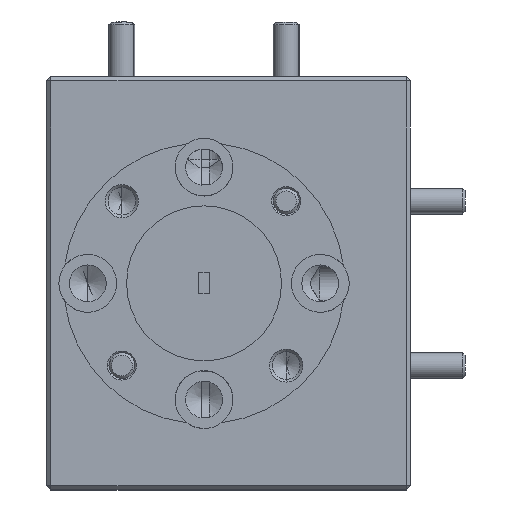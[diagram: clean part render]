
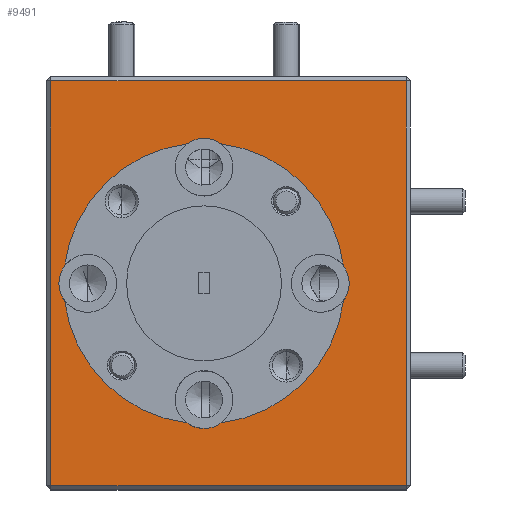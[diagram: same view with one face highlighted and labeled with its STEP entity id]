
A CAD part, left-side view. The second image highlights one B-rep face of the part: STEP entity #9491.
In plain terms, the highlighted planar face has unit normal (-1, 0, 0).
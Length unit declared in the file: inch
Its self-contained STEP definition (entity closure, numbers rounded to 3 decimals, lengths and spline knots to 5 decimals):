
#39 = CARTESIAN_POINT ( 'NONE',  ( -0.5, 0.83693, -0.04177 ) ) ;
#67 = CARTESIAN_POINT ( 'NONE',  ( -0.5, 0.4995, 0. ) ) ;
#81 = ORIENTED_EDGE ( 'NONE', *, *, #5815, .T. ) ;
#408 = VERTEX_POINT ( 'NONE', #11129 ) ;
#568 = EDGE_CURVE ( 'NONE', #7223, #14117, #16273, .T. ) ;
#601 = DIRECTION ( 'NONE',  ( -1., 0., 0. ) ) ;
#816 = EDGE_LOOP ( 'NONE', ( #15091, #1168, #6726, #16168, #10188, #5392, #10314, #11747, #6420, #11248 ) ) ;
#888 = CARTESIAN_POINT ( 'NONE',  ( -0.5, 0.4995, -0.28125 ) ) ;
#1083 = DIRECTION ( 'NONE',  ( 0., 0., 1. ) ) ;
#1168 = ORIENTED_EDGE ( 'NONE', *, *, #4269, .F. ) ;
#1195 = CARTESIAN_POINT ( 'NONE',  ( -0.5, 0.83693, 0.04177 ) ) ;
#1236 = CARTESIAN_POINT ( 'NONE',  ( -0.5, 0.48675, 0.5 ) ) ;
#1244 = CARTESIAN_POINT ( 'NONE',  ( -0.5, 0.4995, 0. ) ) ;
#2034 = VERTEX_POINT ( 'NONE', #13195 ) ;
#2054 = CARTESIAN_POINT ( 'NONE',  ( -0.5, 0.4995, 0. ) ) ;
#2081 = FACE_BOUND ( 'NONE', #816, .T. ) ;
#2130 = DIRECTION ( 'NONE',  ( 0., 0., 1. ) ) ;
#2141 = DIRECTION ( 'NONE',  ( -1., 0., 0. ) ) ;
#2452 = LINE ( 'NONE', #11276, #7084 ) ;
#2737 = DIRECTION ( 'NONE',  ( -1., 0., 0. ) ) ;
#2888 = CARTESIAN_POINT ( 'NONE',  ( -0.5, 0.54127, 0.33743 ) ) ;
#3080 = DIRECTION ( 'NONE',  ( 0., 0., 1. ) ) ;
#3086 = AXIS2_PLACEMENT_3D ( 'NONE', #15750, #4324, #3080 ) ;
#3176 = VERTEX_POINT ( 'NONE', #10792 ) ;
#3410 = CARTESIAN_POINT ( 'NONE',  ( -0.5, 0.4995, 0.28125 ) ) ;
#3518 = VECTOR ( 'NONE', #16485, 39.37008 ) ;
#3548 = CARTESIAN_POINT ( 'NONE',  ( -0.5, 0.4995, -0.35125 ) ) ;
#3610 = CARTESIAN_POINT ( 'NONE',  ( -0.5, 0.21825, 0. ) ) ;
#3673 = DIRECTION ( 'NONE',  ( 0., 0., 1. ) ) ;
#4091 = CARTESIAN_POINT ( 'NONE',  ( -0.5, 0.16207, -0.04177 ) ) ;
#4269 = EDGE_CURVE ( 'NONE', #12603, #408, #10883, .T. ) ;
#4324 = DIRECTION ( 'NONE',  ( -1., 0., 0. ) ) ;
#4464 = EDGE_CURVE ( 'NONE', #5261, #13068, #12470, .T. ) ;
#4469 = DIRECTION ( 'NONE',  ( 0., 0., 1. ) ) ;
#5199 = ORIENTED_EDGE ( 'NONE', *, *, #11765, .T. ) ;
#5261 = VERTEX_POINT ( 'NONE', #13495 ) ;
#5392 = ORIENTED_EDGE ( 'NONE', *, *, #14444, .F. ) ;
#5478 = AXIS2_PLACEMENT_3D ( 'NONE', #3610, #6275, #15285 ) ;
#5479 = CARTESIAN_POINT ( 'NONE',  ( -0.5, 0.4995, 0. ) ) ;
#5535 = DIRECTION ( 'NONE',  ( -1., 0., 0. ) ) ;
#5710 = EDGE_CURVE ( 'NONE', #5871, #3176, #11143, .T. ) ;
#5747 = CIRCLE ( 'NONE', #5478, 0.07 ) ;
#5815 = EDGE_CURVE ( 'NONE', #12825, #5871, #12798, .T. ) ;
#5871 = VERTEX_POINT ( 'NONE', #7956 ) ;
#6270 = CARTESIAN_POINT ( 'NONE',  ( -0.5, 0.87, 0.49 ) ) ;
#6275 = DIRECTION ( 'NONE',  ( -1., 0., 0. ) ) ;
#6315 = DIRECTION ( 'NONE',  ( 1., 0., 0. ) ) ;
#6324 = DIRECTION ( 'NONE',  ( 0., 0., 1. ) ) ;
#6410 = DIRECTION ( 'NONE',  ( 0., 0., 1. ) ) ;
#6420 = ORIENTED_EDGE ( 'NONE', *, *, #4464, .F. ) ;
#6571 = LINE ( 'NONE', #10574, #15912 ) ;
#6726 = ORIENTED_EDGE ( 'NONE', *, *, #11264, .F. ) ;
#6829 = EDGE_CURVE ( 'NONE', #408, #7406, #12905, .T. ) ;
#6931 = CARTESIAN_POINT ( 'NONE',  ( -0.5, 0.4995, 0.28125 ) ) ;
#7084 = VECTOR ( 'NONE', #14026, 39.37008 ) ;
#7125 = CIRCLE ( 'NONE', #12710, 0.07 ) ;
#7223 = VERTEX_POINT ( 'NONE', #2888 ) ;
#7309 = DIRECTION ( 'NONE',  ( 0., -1., 0. ) ) ;
#7385 = AXIS2_PLACEMENT_3D ( 'NONE', #888, #2141, #4469 ) ;
#7406 = VERTEX_POINT ( 'NONE', #3548 ) ;
#7643 = DIRECTION ( 'NONE',  ( 0., 0., 1. ) ) ;
#7809 = EDGE_CURVE ( 'NONE', #9014, #12825, #2452, .T. ) ;
#7886 = EDGE_CURVE ( 'NONE', #13068, #15425, #5747, .T. ) ;
#7916 = EDGE_LOOP ( 'NONE', ( #81, #9679, #5199, #15626 ) ) ;
#7938 = AXIS2_PLACEMENT_3D ( 'NONE', #5479, #14400, #11805 ) ;
#7956 = CARTESIAN_POINT ( 'NONE',  ( -0.5, 0.87, -0.49 ) ) ;
#8336 = CARTESIAN_POINT ( 'NONE',  ( -0.5, 0.01, 0.49 ) ) ;
#8452 = DIRECTION ( 'NONE',  ( 0., 0., 1. ) ) ;
#8481 = DIRECTION ( 'NONE',  ( -1., 0., 0. ) ) ;
#8894 = PLANE ( 'NONE',  #12771 ) ;
#9014 = VERTEX_POINT ( 'NONE', #8336 ) ;
#9491 = ADVANCED_FACE ( 'NONE', ( #2081, #9821 ), #8894, .F. ) ;
#9679 = ORIENTED_EDGE ( 'NONE', *, *, #5710, .T. ) ;
#9821 = FACE_OUTER_BOUND ( 'NONE', #7916, .T. ) ;
#9984 = DIRECTION ( 'NONE',  ( 0., 0., -1. ) ) ;
#10188 = ORIENTED_EDGE ( 'NONE', *, *, #14865, .F. ) ;
#10282 = AXIS2_PLACEMENT_3D ( 'NONE', #3410, #8481, #1083 ) ;
#10314 = ORIENTED_EDGE ( 'NONE', *, *, #15056, .F. ) ;
#10359 = CARTESIAN_POINT ( 'NONE',  ( -0.5, 0.16207, 0.04177 ) ) ;
#10397 = VERTEX_POINT ( 'NONE', #16433 ) ;
#10574 = CARTESIAN_POINT ( 'NONE',  ( -0.5, 0.01, 0.5 ) ) ;
#10792 = CARTESIAN_POINT ( 'NONE',  ( -0.5, 0.01, -0.49 ) ) ;
#10883 = CIRCLE ( 'NONE', #11408, 0.34 ) ;
#11129 = CARTESIAN_POINT ( 'NONE',  ( -0.5, 0.54127, -0.33742 ) ) ;
#11143 = LINE ( 'NONE', #16162, #15273 ) ;
#11248 = ORIENTED_EDGE ( 'NONE', *, *, #12369, .F. ) ;
#11264 = EDGE_CURVE ( 'NONE', #14117, #12603, #7125, .T. ) ;
#11276 = CARTESIAN_POINT ( 'NONE',  ( -0.5, 0.48675, 0.49 ) ) ;
#11408 = AXIS2_PLACEMENT_3D ( 'NONE', #1244, #2737, #6324 ) ;
#11747 = ORIENTED_EDGE ( 'NONE', *, *, #7886, .F. ) ;
#11765 = EDGE_CURVE ( 'NONE', #3176, #9014, #6571, .T. ) ;
#11805 = DIRECTION ( 'NONE',  ( 0., 0., 1. ) ) ;
#12200 = CARTESIAN_POINT ( 'NONE',  ( -0.5, 0.78075, 0. ) ) ;
#12207 = DIRECTION ( 'NONE',  ( -1., 0., 0. ) ) ;
#12369 = EDGE_CURVE ( 'NONE', #7406, #5261, #15652, .T. ) ;
#12470 = CIRCLE ( 'NONE', #7938, 0.34 ) ;
#12603 = VERTEX_POINT ( 'NONE', #39 ) ;
#12710 = AXIS2_PLACEMENT_3D ( 'NONE', #12200, #5535, #2130 ) ;
#12771 = AXIS2_PLACEMENT_3D ( 'NONE', #1236, #6315, #9984 ) ;
#12798 = LINE ( 'NONE', #15401, #3518 ) ;
#12825 = VERTEX_POINT ( 'NONE', #6270 ) ;
#12905 = CIRCLE ( 'NONE', #3086, 0.07 ) ;
#13068 = VERTEX_POINT ( 'NONE', #4091 ) ;
#13195 = CARTESIAN_POINT ( 'NONE',  ( -0.5, 0.45773, 0.33743 ) ) ;
#13495 = CARTESIAN_POINT ( 'NONE',  ( -0.5, 0.45773, -0.33742 ) ) ;
#13717 = CIRCLE ( 'NONE', #15857, 0.07 ) ;
#14001 = CIRCLE ( 'NONE', #15596, 0.34 ) ;
#14026 = DIRECTION ( 'NONE',  ( 0., 1., 0. ) ) ;
#14117 = VERTEX_POINT ( 'NONE', #1195 ) ;
#14376 = DIRECTION ( 'NONE',  ( -1., 0., 0. ) ) ;
#14400 = DIRECTION ( 'NONE',  ( -1., 0., 0. ) ) ;
#14444 = EDGE_CURVE ( 'NONE', #2034, #10397, #13717, .T. ) ;
#14799 = CIRCLE ( 'NONE', #10282, 0.07 ) ;
#14865 = EDGE_CURVE ( 'NONE', #10397, #7223, #14799, .T. ) ;
#14979 = AXIS2_PLACEMENT_3D ( 'NONE', #2054, #12207, #8452 ) ;
#15056 = EDGE_CURVE ( 'NONE', #15425, #2034, #14001, .T. ) ;
#15091 = ORIENTED_EDGE ( 'NONE', *, *, #6829, .F. ) ;
#15273 = VECTOR ( 'NONE', #7309, 39.37008 ) ;
#15285 = DIRECTION ( 'NONE',  ( 0., 0., 1. ) ) ;
#15401 = CARTESIAN_POINT ( 'NONE',  ( -0.5, 0.87, 0.5 ) ) ;
#15425 = VERTEX_POINT ( 'NONE', #10359 ) ;
#15596 = AXIS2_PLACEMENT_3D ( 'NONE', #67, #14376, #7643 ) ;
#15626 = ORIENTED_EDGE ( 'NONE', *, *, #7809, .T. ) ;
#15652 = CIRCLE ( 'NONE', #7385, 0.07 ) ;
#15750 = CARTESIAN_POINT ( 'NONE',  ( -0.5, 0.4995, -0.28125 ) ) ;
#15857 = AXIS2_PLACEMENT_3D ( 'NONE', #6931, #601, #3673 ) ;
#15912 = VECTOR ( 'NONE', #6410, 39.37008 ) ;
#16162 = CARTESIAN_POINT ( 'NONE',  ( -0.5, 0.48675, -0.49 ) ) ;
#16168 = ORIENTED_EDGE ( 'NONE', *, *, #568, .F. ) ;
#16273 = CIRCLE ( 'NONE', #14979, 0.34 ) ;
#16433 = CARTESIAN_POINT ( 'NONE',  ( -0.5, 0.4995, 0.35125 ) ) ;
#16485 = DIRECTION ( 'NONE',  ( 0., 0., -1. ) ) ;
